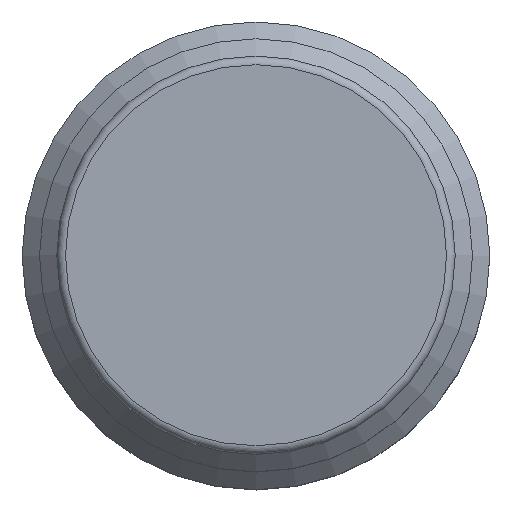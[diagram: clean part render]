
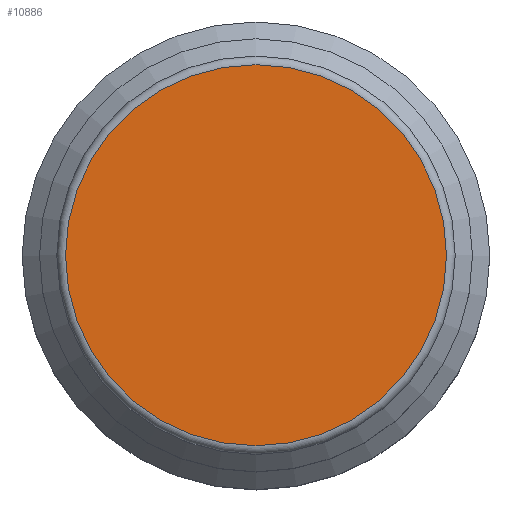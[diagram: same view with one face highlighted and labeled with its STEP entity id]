
A CAD part, top view. The second image highlights one B-rep face of the part: STEP entity #10886.
In plain terms, the highlighted planar face has unit normal (0, 0, 1).
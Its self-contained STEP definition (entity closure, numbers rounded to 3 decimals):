
#1192=CIRCLE($,#11547,11.);
#1448=FACE_OUTER_BOUND($,#2058,.T.);
#2058=EDGE_LOOP($,(#6972));
#4117=VERTEX_POINT($,#14094);
#5243=EDGE_CURVE($,#4117,#4117,#1192,.T.);
#6972=ORIENTED_EDGE($,*,*,#5243,.T.);
#9994=PLANE($,#11546);
#10886=ADVANCED_FACE($,(#1448),#9994,.T.);
#11546=AXIS2_PLACEMENT_3D($,#14093,#12224,#12225);
#11547=AXIS2_PLACEMENT_3D($,#14095,#12226,#12227);
#12224=DIRECTION('center_axis',(0.,0.,1.));
#12225=DIRECTION('ref_axis',(1.,0.,0.));
#12226=DIRECTION('center_axis',(0.,0.,1.));
#12227=DIRECTION('ref_axis',(-1.,0.,0.));
#14093=CARTESIAN_POINT('Origin',(0.,-6.35,17.75));
#14094=CARTESIAN_POINT('',(0.,-11.,17.75));
#14095=CARTESIAN_POINT('Origin',(0.,0.,17.75));
